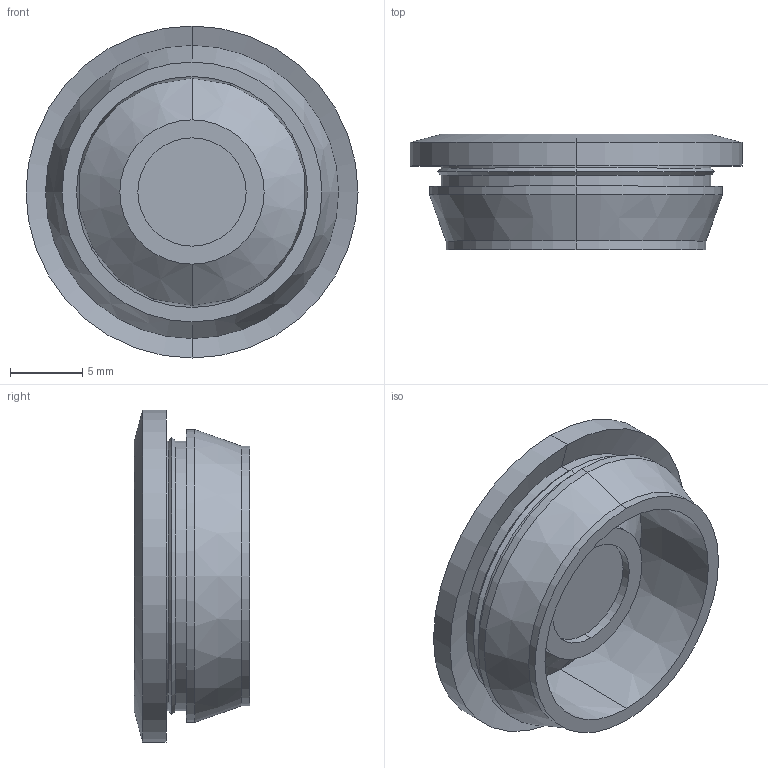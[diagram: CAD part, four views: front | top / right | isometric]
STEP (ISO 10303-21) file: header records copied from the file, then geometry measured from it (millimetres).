
FILE_DESCRIPTION (( 'STEP AP214' ), '1' );
FILE_NAME ('2012030_KSTP1.stp', '2018-05-16T11:42:52', ( '' ), ( '' ), 'SwSTEP 2.0', 'SolidWorks 2016', '' );
FILE_SCHEMA (( 'AUTOMOTIVE_DESIGN' ));
Length unit declared in the file: millimetre
Products named in the file (1): 2012030_KSTP1
Bounding box: 23 x 8 x 23 mm (x, y, z)
Volume: 1166.4 mm3; surface area: 1825.3 mm2
Topology: 1 solids, 1 shells, 38 faces, 74 edges, 42 vertices
Faces by surface type: cylinder 16, cone 16, plane 6
Entity records: 998 total; most frequent: DIRECTION 194, CARTESIAN_POINT 155, ORIENTED_EDGE 148, AXIS2_PLACEMENT_3D 81, EDGE_CURVE 74, VERTEX_POINT 42, CIRCLE 42, EDGE_LOOP 42
